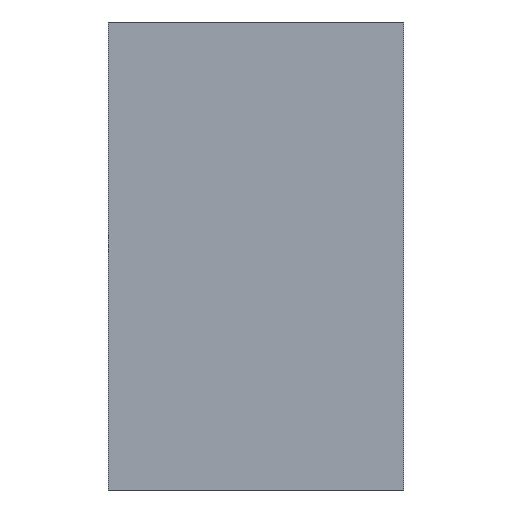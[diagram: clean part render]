
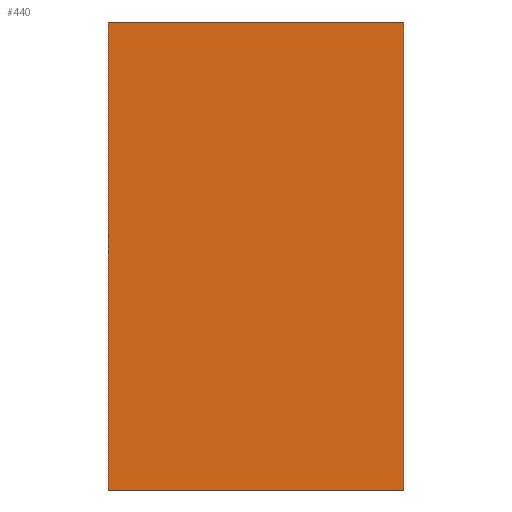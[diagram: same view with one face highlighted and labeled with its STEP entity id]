
A CAD part, front view. The second image highlights one B-rep face of the part: STEP entity #440.
In plain terms, the highlighted planar face has unit normal (0, -1, 0).
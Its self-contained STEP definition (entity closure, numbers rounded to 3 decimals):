
#440=ADVANCED_FACE('',(#568),#570,.F.);
#568=FACE_BOUND('',#569,.T.);
#569=EDGE_LOOP('',(#643,#644,#645,#646));
#570=PLANE('',#571);
#571=AXIS2_PLACEMENT_3D('',#572,#573,#574);
#572=CARTESIAN_POINT('',(0.,0.,0.));
#573=DIRECTION('',(-0.,1.,0.));
#574=DIRECTION('',(1.,0.,0.));
#643=ORIENTED_EDGE('',*,*,#681,.F.);
#644=ORIENTED_EDGE('',*,*,#678,.F.);
#645=ORIENTED_EDGE('',*,*,#675,.F.);
#646=ORIENTED_EDGE('',*,*,#671,.F.);
#671=EDGE_CURVE('',#723,#724,#725,.T.);
#675=EDGE_CURVE('',#724,#731,#732,.T.);
#678=EDGE_CURVE('',#731,#736,#737,.T.);
#681=EDGE_CURVE('',#736,#723,#741,.T.);
#723=VERTEX_POINT('',#831);
#724=VERTEX_POINT('',#832);
#725=LINE('',#833,#834);
#731=VERTEX_POINT('',#847);
#732=LINE('',#848,#849);
#736=VERTEX_POINT('',#858);
#737=LINE('',#859,#860);
#741=LINE('',#869,#870);
#831=CARTESIAN_POINT('',(170.5,0.,0.));
#832=CARTESIAN_POINT('',(170.5,0.,-540.));
#833=CARTESIAN_POINT('',(170.5,0.,0.));
#834=VECTOR('',#835,1.);
#835=DIRECTION('',(0.,0.,-1.));
#847=CARTESIAN_POINT('',(-170.5,0.,-540.));
#848=CARTESIAN_POINT('',(170.5,0.,-540.));
#849=VECTOR('',#850,1.);
#850=DIRECTION('',(-1.,0.,0.));
#858=CARTESIAN_POINT('',(-170.5,0.,0.));
#859=CARTESIAN_POINT('',(-170.5,0.,-540.));
#860=VECTOR('',#861,1.);
#861=DIRECTION('',(0.,0.,1.));
#869=CARTESIAN_POINT('',(-170.5,0.,0.));
#870=VECTOR('',#871,1.);
#871=DIRECTION('',(1.,0.,0.));
